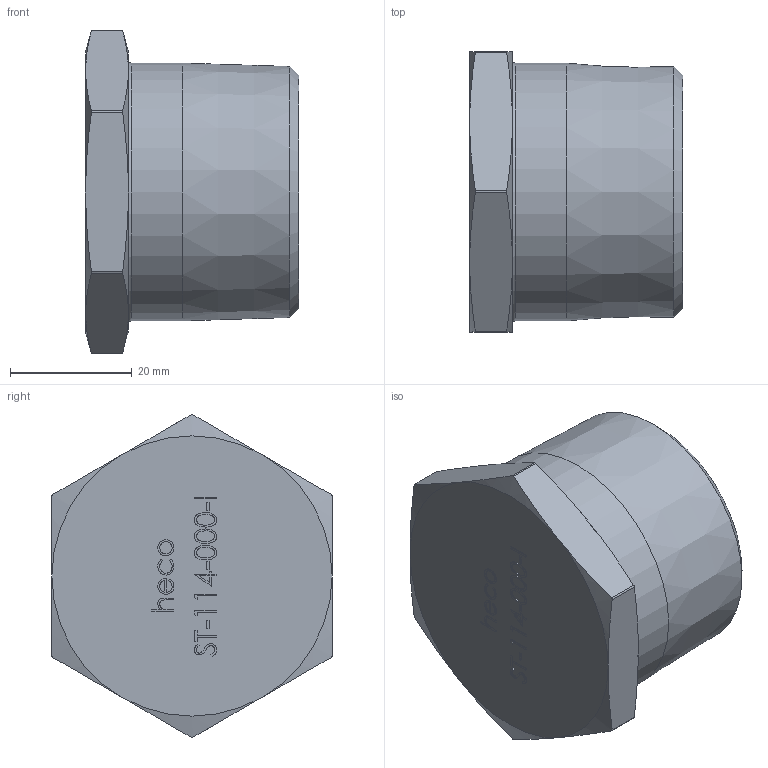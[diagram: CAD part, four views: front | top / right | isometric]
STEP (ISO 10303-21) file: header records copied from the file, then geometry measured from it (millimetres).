
FILE_DESCRIPTION (( 'STEP AP214' ), '1' );
FILE_NAME ('heco ST-114-000-I.STEP', '2016-06-16T11:02:00', ( '' ), ( '' ), 'SwSTEP 2.0', 'SolidWorks 2011', '' );
FILE_SCHEMA (( 'AUTOMOTIVE_DESIGN' ));
Length unit declared in the file: millimetre
Products named in the file (1): heco ST-114-000-I
Bounding box: 35.1 x 46 x 53.02 mm (x, y, z)
Volume: 21949.5 mm3; surface area: 11434.9 mm2
Topology: 1 solids, 1 shells, 198 faces, 501 edges, 329 vertices
Faces by surface type: plane 96, bspline 77, cone 15, cylinder 8, torus 2
Full cylindrical faces by diameter (mm): 34 x1, 42.31 x1
Entity records: 12440 total; most frequent: CARTESIAN_POINT 6163, ORIENTED_EDGE 984, DIRECTION 567, EDGE_CURVE 492, VERTEX_POINT 327, LINE 281, VECTOR 281, EDGE_LOOP 229
